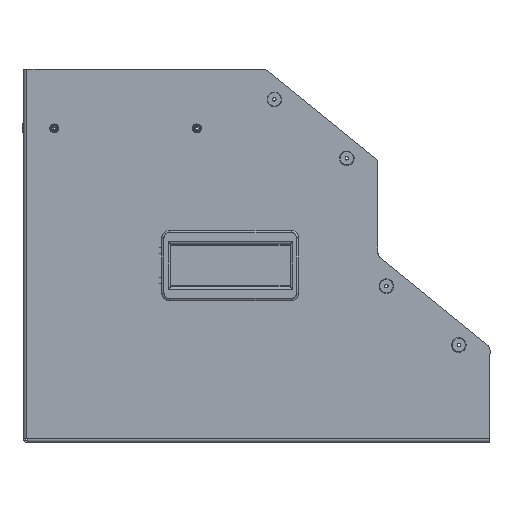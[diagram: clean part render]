
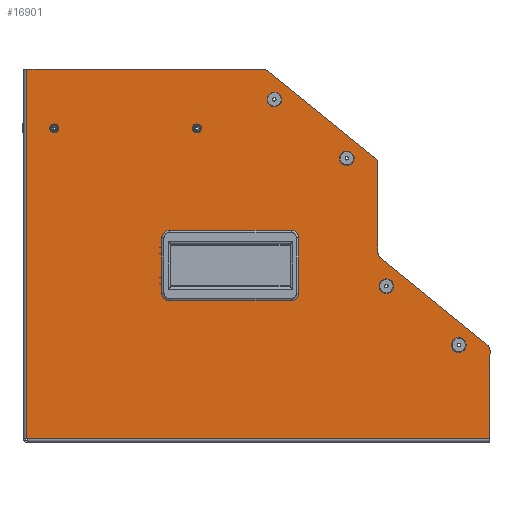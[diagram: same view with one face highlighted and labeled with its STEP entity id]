
A CAD part, left-side view. The second image highlights one B-rep face of the part: STEP entity #16901.
In plain terms, the highlighted planar face has unit normal (-1, 0, 0).
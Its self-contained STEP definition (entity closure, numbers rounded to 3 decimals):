
#407=FACE_BOUND('',#2170,.T.);
#408=FACE_BOUND('',#2171,.T.);
#409=FACE_BOUND('',#2172,.T.);
#410=FACE_BOUND('',#2173,.T.);
#411=FACE_BOUND('',#2174,.T.);
#412=FACE_BOUND('',#2175,.T.);
#413=FACE_BOUND('',#2176,.T.);
#470=PLANE('',#18064);
#1237=FACE_OUTER_BOUND('',#2169,.T.);
#2169=EDGE_LOOP('',(#11945,#11946,#11947,#11948,#11949,#11950,#11951,#11952,
#11953,#11954,#11955));
#2170=EDGE_LOOP('',(#11956,#11957,#11958,#11959));
#2171=EDGE_LOOP('',(#11960));
#2172=EDGE_LOOP('',(#11961));
#2173=EDGE_LOOP('',(#11962));
#2174=EDGE_LOOP('',(#11963));
#2175=EDGE_LOOP('',(#11964));
#2176=EDGE_LOOP('',(#11965));
#3167=LINE('',#23714,#5377);
#3172=LINE('',#23728,#5382);
#3175=LINE('',#23736,#5385);
#3177=LINE('',#23740,#5387);
#3178=LINE('',#23742,#5388);
#3179=LINE('',#23743,#5389);
#3180=LINE('',#23744,#5390);
#3181=LINE('',#23747,#5391);
#3182=LINE('',#23749,#5392);
#3183=LINE('',#23751,#5393);
#3184=LINE('',#23752,#5394);
#5377=VECTOR('',#19273,10.);
#5382=VECTOR('',#19288,10.);
#5385=VECTOR('',#19297,10.);
#5387=VECTOR('',#19301,10.);
#5388=VECTOR('',#19302,10.);
#5389=VECTOR('',#19303,10.);
#5390=VECTOR('',#19304,10.);
#5391=VECTOR('',#19305,10.);
#5392=VECTOR('',#19306,10.);
#5393=VECTOR('',#19307,10.);
#5394=VECTOR('',#19308,10.);
#7552=CIRCLE('',#18044,5.);
#7562=CIRCLE('',#18057,5.);
#7563=CIRCLE('',#18059,5.);
#7564=CIRCLE('',#18062,5.);
#7565=CIRCLE('',#18065,2.25);
#7566=CIRCLE('',#18066,2.25);
#7567=CIRCLE('',#18067,3.25);
#7568=CIRCLE('',#18068,3.25);
#7569=CIRCLE('',#18069,3.25);
#7570=CIRCLE('',#18070,3.25);
#7780=VERTEX_POINT('',#23667);
#7781=VERTEX_POINT('',#23669);
#7801=VERTEX_POINT('',#23713);
#7802=VERTEX_POINT('',#23717);
#7803=VERTEX_POINT('',#23721);
#7804=VERTEX_POINT('',#23722);
#7805=VERTEX_POINT('',#23727);
#7806=VERTEX_POINT('',#23731);
#7807=VERTEX_POINT('',#23735);
#7808=VERTEX_POINT('',#23739);
#7809=VERTEX_POINT('',#23741);
#7810=VERTEX_POINT('',#23745);
#7811=VERTEX_POINT('',#23746);
#7812=VERTEX_POINT('',#23748);
#7813=VERTEX_POINT('',#23750);
#7814=VERTEX_POINT('',#23753);
#7815=VERTEX_POINT('',#23755);
#7816=VERTEX_POINT('',#23757);
#7817=VERTEX_POINT('',#23759);
#7818=VERTEX_POINT('',#23761);
#7819=VERTEX_POINT('',#23763);
#9388=EDGE_CURVE('',#7780,#7781,#7552,.T.);
#9410=EDGE_CURVE('',#7801,#7781,#3167,.T.);
#9412=EDGE_CURVE('',#7801,#7802,#7562,.T.);
#9414=EDGE_CURVE('',#7803,#7804,#7563,.T.);
#9417=EDGE_CURVE('',#7805,#7804,#3172,.T.);
#9419=EDGE_CURVE('',#7805,#7806,#7564,.T.);
#9421=EDGE_CURVE('',#7806,#7807,#3175,.T.);
#9423=EDGE_CURVE('',#7808,#7780,#3177,.T.);
#9424=EDGE_CURVE('',#7808,#7809,#3178,.T.);
#9425=EDGE_CURVE('',#7809,#7807,#3179,.T.);
#9426=EDGE_CURVE('',#7803,#7802,#3180,.T.);
#9427=EDGE_CURVE('',#7810,#7811,#3181,.T.);
#9428=EDGE_CURVE('',#7811,#7812,#3182,.T.);
#9429=EDGE_CURVE('',#7812,#7813,#3183,.T.);
#9430=EDGE_CURVE('',#7813,#7810,#3184,.T.);
#9431=EDGE_CURVE('',#7814,#7814,#7565,.T.);
#9432=EDGE_CURVE('',#7815,#7815,#7566,.T.);
#9433=EDGE_CURVE('',#7816,#7816,#7567,.T.);
#9434=EDGE_CURVE('',#7817,#7817,#7568,.T.);
#9435=EDGE_CURVE('',#7818,#7818,#7569,.T.);
#9436=EDGE_CURVE('',#7819,#7819,#7570,.T.);
#11945=ORIENTED_EDGE('',*,*,#9388,.F.);
#11946=ORIENTED_EDGE('',*,*,#9423,.F.);
#11947=ORIENTED_EDGE('',*,*,#9424,.T.);
#11948=ORIENTED_EDGE('',*,*,#9425,.T.);
#11949=ORIENTED_EDGE('',*,*,#9421,.F.);
#11950=ORIENTED_EDGE('',*,*,#9419,.F.);
#11951=ORIENTED_EDGE('',*,*,#9417,.T.);
#11952=ORIENTED_EDGE('',*,*,#9414,.F.);
#11953=ORIENTED_EDGE('',*,*,#9426,.T.);
#11954=ORIENTED_EDGE('',*,*,#9412,.F.);
#11955=ORIENTED_EDGE('',*,*,#9410,.T.);
#11956=ORIENTED_EDGE('',*,*,#9427,.T.);
#11957=ORIENTED_EDGE('',*,*,#9428,.T.);
#11958=ORIENTED_EDGE('',*,*,#9429,.T.);
#11959=ORIENTED_EDGE('',*,*,#9430,.T.);
#11960=ORIENTED_EDGE('',*,*,#9431,.T.);
#11961=ORIENTED_EDGE('',*,*,#9432,.T.);
#11962=ORIENTED_EDGE('',*,*,#9433,.T.);
#11963=ORIENTED_EDGE('',*,*,#9434,.T.);
#11964=ORIENTED_EDGE('',*,*,#9435,.T.);
#11965=ORIENTED_EDGE('',*,*,#9436,.T.);
#16901=ADVANCED_FACE('',(#1237,#407,#408,#409,#410,#411,#412,#413),#470,
 .F.);
#18044=AXIS2_PLACEMENT_3D('',#23670,#19237,#19238);
#18057=AXIS2_PLACEMENT_3D('',#23718,#19277,#19278);
#18059=AXIS2_PLACEMENT_3D('',#23723,#19282,#19283);
#18062=AXIS2_PLACEMENT_3D('',#23732,#19292,#19293);
#18064=AXIS2_PLACEMENT_3D('',#23738,#19299,#19300);
#18065=AXIS2_PLACEMENT_3D('',#23754,#19309,#19310);
#18066=AXIS2_PLACEMENT_3D('',#23756,#19311,#19312);
#18067=AXIS2_PLACEMENT_3D('',#23758,#19313,#19314);
#18068=AXIS2_PLACEMENT_3D('',#23760,#19315,#19316);
#18069=AXIS2_PLACEMENT_3D('',#23762,#19317,#19318);
#18070=AXIS2_PLACEMENT_3D('',#23764,#19319,#19320);
#19237=DIRECTION('center_axis',(1.,0.,0.));
#19238=DIRECTION('ref_axis',(0.,0.942,0.335));
#19273=DIRECTION('',(0.,0.631,-0.776));
#19277=DIRECTION('center_axis',(1.,0.,0.));
#19278=DIRECTION('ref_axis',(0.,0.43,0.903));
#19282=DIRECTION('center_axis',(-1.,0.,0.));
#19283=DIRECTION('ref_axis',(0.,-0.43,-0.903));
#19288=DIRECTION('',(0.,0.631,-0.776));
#19292=DIRECTION('center_axis',(1.,0.,0.));
#19293=DIRECTION('ref_axis',(0.,0.43,0.903));
#19297=DIRECTION('',(0.,-1.,0.));
#19299=DIRECTION('center_axis',(1.,0.,0.));
#19300=DIRECTION('ref_axis',(0.,0.,-1.));
#19301=DIRECTION('',(0.,0.,1.));
#19302=DIRECTION('',(0.,-1.,0.));
#19303=DIRECTION('',(0.,0.,1.));
#19304=DIRECTION('',(0.,1.,0.));
#19305=DIRECTION('',(0.,-1.,0.));
#19306=DIRECTION('',(0.,0.,-1.));
#19307=DIRECTION('',(0.,1.,0.));
#19308=DIRECTION('',(0.,0.,1.));
#19309=DIRECTION('center_axis',(1.,0.,0.));
#19310=DIRECTION('ref_axis',(0.,0.,-1.));
#19311=DIRECTION('center_axis',(1.,0.,0.));
#19312=DIRECTION('ref_axis',(0.,0.,-1.));
#19313=DIRECTION('center_axis',(1.,0.,0.));
#19314=DIRECTION('ref_axis',(0.,0.,-1.));
#19315=DIRECTION('center_axis',(1.,0.,0.));
#19316=DIRECTION('ref_axis',(0.,0.,-1.));
#19317=DIRECTION('center_axis',(1.,0.,0.));
#19318=DIRECTION('ref_axis',(0.,0.,-1.));
#19319=DIRECTION('center_axis',(1.,0.,0.));
#19320=DIRECTION('ref_axis',(0.,0.,-1.));
#23667=CARTESIAN_POINT('',(-209.75,150.,193.224));
#23669=CARTESIAN_POINT('',(-209.75,148.879,196.378));
#23670=CARTESIAN_POINT('Origin',(-209.75,145.,193.224));
#23713=CARTESIAN_POINT('',(-209.75,78.316,283.155));
#23714=CARTESIAN_POINT('',(-209.75,122.002,229.431));
#23717=CARTESIAN_POINT('',(-209.75,74.437,285.));
#23718=CARTESIAN_POINT('Origin',(-209.75,74.437,280.));
#23721=CARTESIAN_POINT('',(-209.75,2.379,285.));
#23722=CARTESIAN_POINT('',(-209.75,-1.501,286.845));
#23723=CARTESIAN_POINT('Origin',(-209.75,2.379,290.));
#23727=CARTESIAN_POINT('',(-209.75,-71.684,373.155));
#23728=CARTESIAN_POINT('',(-209.75,23.882,255.631));
#23731=CARTESIAN_POINT('',(-209.75,-75.563,375.));
#23732=CARTESIAN_POINT('Origin',(-209.75,-75.563,370.));
#23735=CARTESIAN_POINT('',(-209.75,-147.,375.));
#23736=CARTESIAN_POINT('',(-209.75,150.,375.));
#23738=CARTESIAN_POINT('Origin',(-209.75,-146.95,15.45));
#23739=CARTESIAN_POINT('',(-209.75,150.,3.));
#23740=CARTESIAN_POINT('',(-209.75,150.,3.));
#23741=CARTESIAN_POINT('',(-209.75,-147.,3.));
#23742=CARTESIAN_POINT('',(-209.75,0.,3.));
#23743=CARTESIAN_POINT('',(-209.75,-147.,101.461));
#23744=CARTESIAN_POINT('',(-209.75,38.408,285.));
#23745=CARTESIAN_POINT('',(-209.75,15.5,219.75));
#23746=CARTESIAN_POINT('',(-209.75,-31.5,219.75));
#23747=CARTESIAN_POINT('',(-209.75,-65.725,219.75));
#23748=CARTESIAN_POINT('',(-209.75,-31.5,113.25));
#23749=CARTESIAN_POINT('',(-209.75,-31.5,117.6));
#23750=CARTESIAN_POINT('',(-209.75,15.5,113.25));
#23751=CARTESIAN_POINT('',(-209.75,-89.225,113.25));
#23752=CARTESIAN_POINT('',(-209.75,15.5,64.35));
#23753=CARTESIAN_POINT('',(-209.75,102.5,141.75));
#23754=CARTESIAN_POINT('Origin',(-209.75,102.5,139.5));
#23755=CARTESIAN_POINT('',(-209.75,102.5,27.25));
#23756=CARTESIAN_POINT('Origin',(-209.75,102.5,25.));
#23757=CARTESIAN_POINT('',(-209.75,-71.501,353.197));
#23758=CARTESIAN_POINT('Origin',(-209.75,-71.501,349.947));
#23759=CARTESIAN_POINT('',(-209.75,-24.184,295.007));
#23760=CARTESIAN_POINT('Origin',(-209.75,-24.184,291.757));
#23761=CARTESIAN_POINT('',(-209.75,78.499,263.197));
#23762=CARTESIAN_POINT('Origin',(-209.75,78.499,259.947));
#23763=CARTESIAN_POINT('',(-209.75,125.816,205.007));
#23764=CARTESIAN_POINT('Origin',(-209.75,125.816,201.757));
